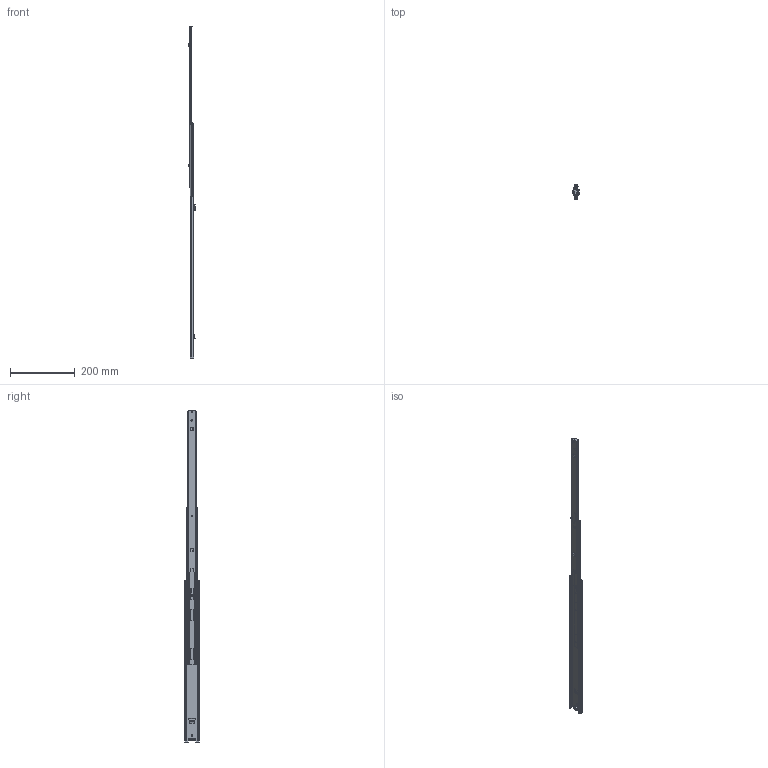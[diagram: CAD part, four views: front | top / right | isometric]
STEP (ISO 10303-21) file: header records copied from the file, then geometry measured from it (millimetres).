
FILE_DESCRIPTION (( 'STEP AP214' ), '1' );
FILE_NAME ('FR_5046_OE_SMT.0500mm_20inch_0,9_open_right.STEP', '2022-11-04T08:01:16', ( '' ), ( '' ), 'SwSTEP 2.0', 'SolidWorks 2020', '' );
FILE_SCHEMA (( 'AUTOMOTIVE_DESIGN' ));
Length unit declared in the file: millimetre
Products named in the file (11): Anschlag Mittelprofiel; Niete; 5046.XXX-03.C100A.re_NL  500; 5046.XXX-02.C000A_NL  500; FR_5046_OE_SMT.0500mm_20inch_0,9_open_right; 5046.XXX-01.C100A.re_NL  500; Anschlag hinten; AHS
Assembly tree (10 placements, depth 3):
  FR_5046_OE_SMT.0500mm_20inch_0,9_open_right
    5046.XXX-01.C100A.re_NL  500
      5046.XXX-01.C100A.re_NL  500
      Anschlag hinten
    5046.XXX-02.C000A_NL  500
      5046.XXX-02.C000A_NL  500
      Anschlag Mittelprofiel
    5046.XXX-03.C100A.re_NL  500
      5046.XXX-03.C100A.re_NL  500
      AHS
      Niete
Bounding box: 21.01 x 45.46 x 1025 mm (x, y, z)
Volume: 97487.6 mm3; surface area: 160708.5 mm2
Topology: 7 solids, 7 shells, 696 faces, 1750 edges, 1067 vertices
Faces by surface type: plane 393, cylinder 239, torus 33, bspline 22, cone 6, sphere 3
Entity records: 21581 total; most frequent: CARTESIAN_POINT 4479, DIRECTION 3532, ORIENTED_EDGE 3494, EDGE_CURVE 1747, AXIS2_PLACEMENT_3D 1209, VECTOR 1114, LINE 1114, VERTEX_POINT 1067
